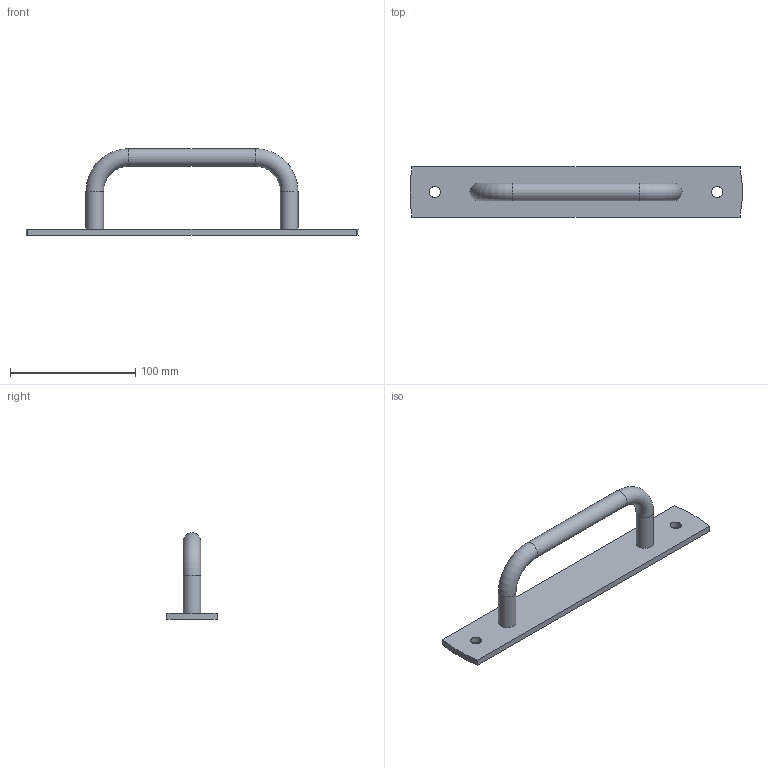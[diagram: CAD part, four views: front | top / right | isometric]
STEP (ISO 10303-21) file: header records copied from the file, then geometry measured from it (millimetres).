
FILE_DESCRIPTION(/* description */ (''),/* implementation_level */ '2;1');
FILE_NAME(/* name */ 'RD-6B.stp',/* time_stamp */ '2019-08-29T12:04:38+02:00',/* author */ ('marc'),/* organization */ (''),/* preprocessor_version */ 'ST-DEVELOPER v17.2',/* originating_system */ 'Autodesk Inventor 2019',/* authorisation */ '');
FILE_SCHEMA (('AUTOMOTIVE_DESIGN { 1 0 10303 214 3 1 1 }'));
Length unit declared in the file: millimetre
Products named in the file (1): poignée 1297
Bounding box: 264.62 x 40 x 69 mm (x, y, z)
Volume: 89979.3 mm3; surface area: 34659.8 mm2
Topology: 1 solids, 1 shells, 13 faces, 35 edges, 24 vertices
Faces by surface type: cylinder 7, plane 4, torus 2
Full cylindrical faces by diameter (mm): 9 x2, 14 x3
Entity records: 480 total; most frequent: DIRECTION 85, CARTESIAN_POINT 73, ORIENTED_EDGE 70, AXIS2_PLACEMENT_3D 36, EDGE_CURVE 35, VERTEX_POINT 24, CIRCLE 22, EDGE_LOOP 19
